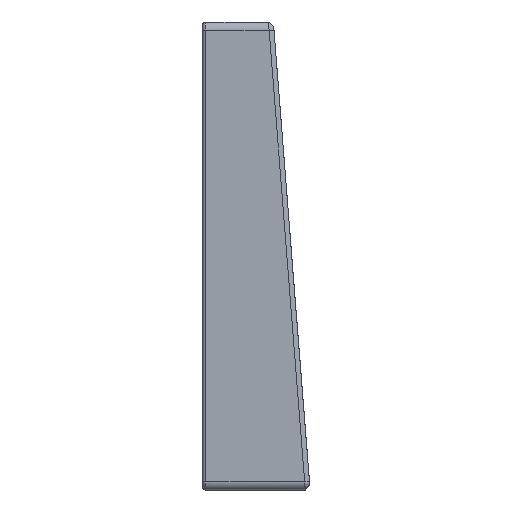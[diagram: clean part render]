
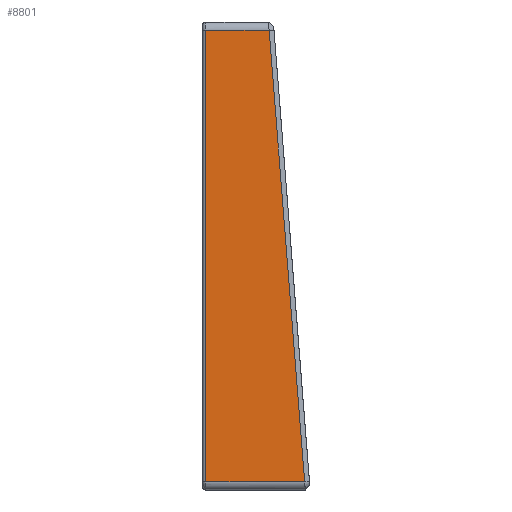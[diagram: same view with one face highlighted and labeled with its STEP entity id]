
A CAD part, left-side view. The second image highlights one B-rep face of the part: STEP entity #8801.
In plain terms, the highlighted planar face has unit normal (-1, 0, 0).
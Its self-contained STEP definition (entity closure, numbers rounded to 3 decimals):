
#789=B_SPLINE_CURVE_WITH_KNOTS('',3,(#17379,#17380,#17381,#17382),
 .UNSPECIFIED.,.F.,.F.,(4,4),(1.526,1.571),
 .UNSPECIFIED.);
#1003=PLANE('',#9202);
#1458=FACE_OUTER_BOUND('',#1990,.T.);
#1990=EDGE_LOOP('',(#7943,#7944,#7945,#7946,#7947));
#2557=LINE('',#17362,#3146);
#2565=LINE('',#17508,#3154);
#2566=LINE('',#17510,#3155);
#2567=LINE('',#17511,#3156);
#3146=VECTOR('',#10463,10.);
#3154=VECTOR('',#10477,10.);
#3155=VECTOR('',#10478,10.);
#3156=VECTOR('',#10479,10.);
#4207=VERTEX_POINT('',#17350);
#4208=VERTEX_POINT('',#17358);
#4209=VERTEX_POINT('',#17360);
#4214=VERTEX_POINT('',#17507);
#4215=VERTEX_POINT('',#17509);
#5472=EDGE_CURVE('',#4209,#4208,#2557,.T.);
#5473=EDGE_CURVE('',#4207,#4209,#789,.T.);
#5486=EDGE_CURVE('',#4214,#4207,#2565,.T.);
#5487=EDGE_CURVE('',#4215,#4214,#2566,.T.);
#5488=EDGE_CURVE('',#4208,#4215,#2567,.T.);
#7943=ORIENTED_EDGE('',*,*,#5472,.F.);
#7944=ORIENTED_EDGE('',*,*,#5473,.F.);
#7945=ORIENTED_EDGE('',*,*,#5486,.F.);
#7946=ORIENTED_EDGE('',*,*,#5487,.F.);
#7947=ORIENTED_EDGE('',*,*,#5488,.F.);
#8801=ADVANCED_FACE('',(#1458),#1003,.T.);
#9202=AXIS2_PLACEMENT_3D('',#17506,#10475,#10476);
#10463=DIRECTION('',(0.,-0.078,-0.997));
#10475=DIRECTION('center_axis',(-1.,0.,0.));
#10476=DIRECTION('ref_axis',(0.,0.,1.));
#10477=DIRECTION('',(0.,-1.,0.));
#10478=DIRECTION('',(0.,0.,1.));
#10479=DIRECTION('',(0.,1.,0.));
#17350=CARTESIAN_POINT('',(-4.,-3.911,101.243));
#17358=CARTESIAN_POINT('',(-4.,-12.351,-6.007));
#17360=CARTESIAN_POINT('',(-4.,-3.918,101.153));
#17362=CARTESIAN_POINT('',(-4.,-12.474,-7.563));
#17379=CARTESIAN_POINT('Ctrl Pts',(-4.,-3.911,
101.243));
#17380=CARTESIAN_POINT('Ctrl Pts',(-4.,-3.913,
101.213));
#17381=CARTESIAN_POINT('Ctrl Pts',(-4.,-3.915,
101.183));
#17382=CARTESIAN_POINT('Ctrl Pts',(-4.,-3.918,
101.153));
#17506=CARTESIAN_POINT('Origin',(-4.,-0.007,
-8.007));
#17507=CARTESIAN_POINT('',(-4.,11.143,101.243));
#17508=CARTESIAN_POINT('',(-4.,-0.007,101.243));
#17509=CARTESIAN_POINT('',(-4.,11.143,-6.007));
#17510=CARTESIAN_POINT('',(-4.,11.143,19.806));
#17511=CARTESIAN_POINT('',(-4.,-0.007,-6.007));
